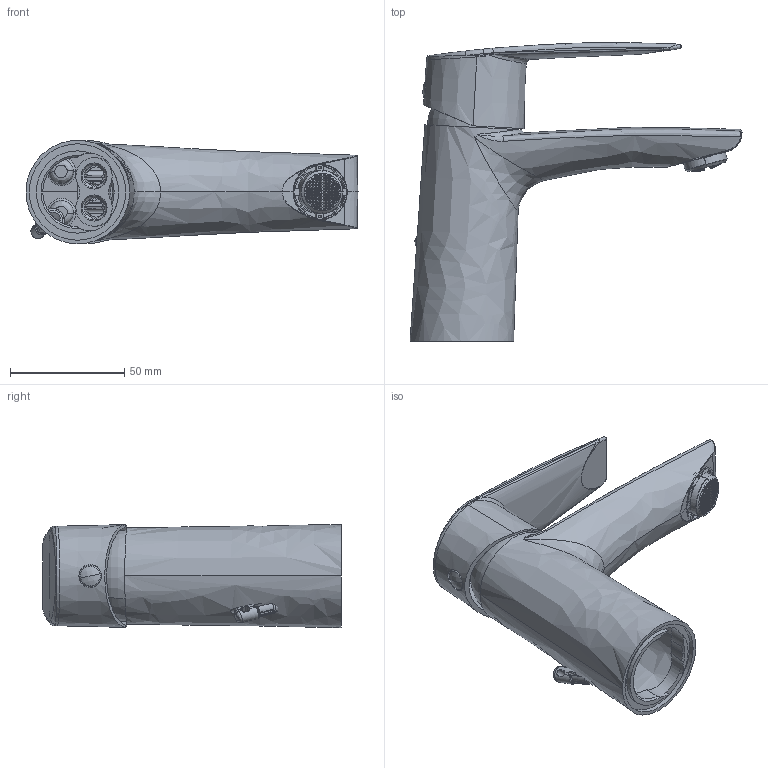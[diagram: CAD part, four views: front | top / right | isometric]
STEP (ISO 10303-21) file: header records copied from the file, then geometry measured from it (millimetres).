
FILE_DESCRIPTION (( 'STEP AP203' ), '1' );
FILE_NAME ('51AP07358.STEP', '2023-01-03T11:23:51', ( '' ), ( '' ), 'SwSTEP 2.0', 'SolidWorks 2021', '' );
FILE_SCHEMA (( 'CONFIG_CONTROL_DESIGN' ));
Length unit declared in the file: millimetre
Products named in the file (1): 51AP07358
Bounding box: 145.35 x 130.77 x 45.29 mm (x, y, z)
Volume: 89167.9 mm3; surface area: 75248.6 mm2
Topology: 7 solids, 7 shells, 2295 faces, 5874 edges, 3855 vertices
Faces by surface type: plane 1892, bspline 167, cylinder 151, cone 60, sphere 14, torus 11
Entity records: 94135 total; most frequent: CARTESIAN_POINT 38628, ORIENTED_EDGE 11732, DIRECTION 11126, EDGE_CURVE 5866, VERTEX_POINT 3855, AXIS2_PLACEMENT_3D 3709, LINE 3708, VECTOR 3708
